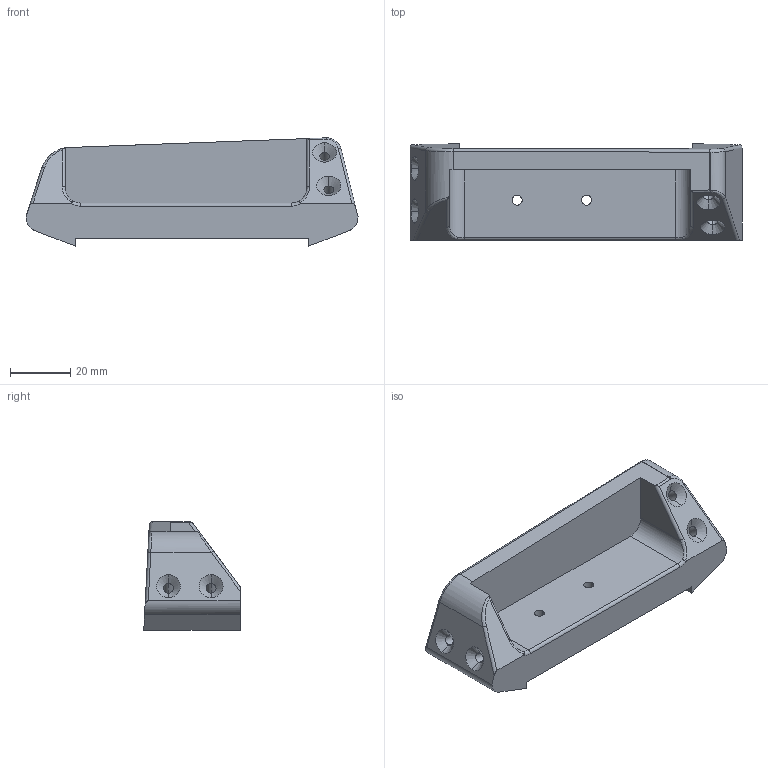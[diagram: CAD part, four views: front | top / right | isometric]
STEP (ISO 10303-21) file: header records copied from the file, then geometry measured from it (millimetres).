
FILE_DESCRIPTION (( 'STEP AP214' ), '1' );
FILE_NAME ('Base.STEP', '2025-07-28T14:02:27', ( 'ARUP Laboratories' ), ( 'ARUP Laboratories' ), 'SwSTEP 2.0', 'SolidWorks 2025', '' );
FILE_SCHEMA (( 'AUTOMOTIVE_DESIGN' ));
Length unit declared in the file: millimetre
Products named in the file (1): Base
Bounding box: 110 x 31.96 x 35.86 mm (x, y, z)
Volume: 51794.8 mm3; surface area: 16083.5 mm2
Topology: 1 solids, 1 shells, 81 faces, 205 edges, 120 vertices
Faces by surface type: cylinder 34, cone 20, plane 18, bspline 7, torus 2
Entity records: 2560 total; most frequent: CARTESIAN_POINT 715, ORIENTED_EDGE 386, DIRECTION 375, EDGE_CURVE 193, AXIS2_PLACEMENT_3D 138, VERTEX_POINT 120, LINE 99, VECTOR 99
